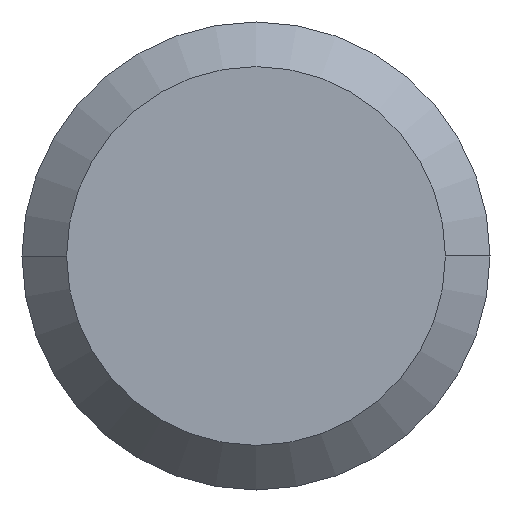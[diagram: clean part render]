
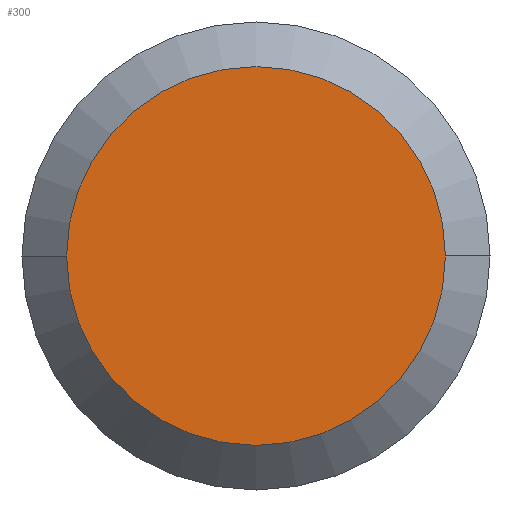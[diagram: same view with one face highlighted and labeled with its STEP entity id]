
A CAD part, left-side view. The second image highlights one B-rep face of the part: STEP entity #300.
In plain terms, the highlighted planar face has unit normal (-1, 0, 0).
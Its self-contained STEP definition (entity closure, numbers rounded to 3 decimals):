
#4 = AXIS2_PLACEMENT_3D ( 'NONE', #59, #116, #416 ) ;
#8 = CIRCLE ( 'NONE', #4, 3.238 ) ;
#25 = EDGE_CURVE ( 'NONE', #190, #391, #315, .T. ) ;
#35 = EDGE_CURVE ( 'NONE', #391, #190, #8, .T. ) ;
#59 = CARTESIAN_POINT ( 'NONE',  ( 0., 0., 0. ) ) ;
#66 = DIRECTION ( 'NONE',  ( 0., -1., 0. ) ) ;
#110 = PLANE ( 'NONE',  #328 ) ;
#116 = DIRECTION ( 'NONE',  ( 1., 0., 0. ) ) ;
#122 = CARTESIAN_POINT ( 'NONE',  ( 0., 0., 0. ) ) ;
#134 = CARTESIAN_POINT ( 'NONE',  ( 0., -3.238, 0. ) ) ;
#177 = ORIENTED_EDGE ( 'NONE', *, *, #35, .F. ) ;
#190 = VERTEX_POINT ( 'NONE', #134 ) ;
#215 = DIRECTION ( 'NONE',  ( 0., 1., 0. ) ) ;
#257 = DIRECTION ( 'NONE',  ( -1., 0., 0. ) ) ;
#269 = CARTESIAN_POINT ( 'NONE',  ( 0., 0., 0. ) ) ;
#289 = AXIS2_PLACEMENT_3D ( 'NONE', #122, #351, #215 ) ;
#300 = ADVANCED_FACE ( 'NONE', ( #302 ), #110, .T. ) ;
#302 = FACE_OUTER_BOUND ( 'NONE', #375, .T. ) ;
#315 = CIRCLE ( 'NONE', #289, 3.238 ) ;
#328 = AXIS2_PLACEMENT_3D ( 'NONE', #269, #257, #66 ) ;
#330 = ORIENTED_EDGE ( 'NONE', *, *, #25, .F. ) ;
#351 = DIRECTION ( 'NONE',  ( 1., 0., 0. ) ) ;
#375 = EDGE_LOOP ( 'NONE', ( #177, #330 ) ) ;
#391 = VERTEX_POINT ( 'NONE', #405 ) ;
#405 = CARTESIAN_POINT ( 'NONE',  ( 0., 3.238, 0. ) ) ;
#416 = DIRECTION ( 'NONE',  ( 0., 1., 0. ) ) ;
